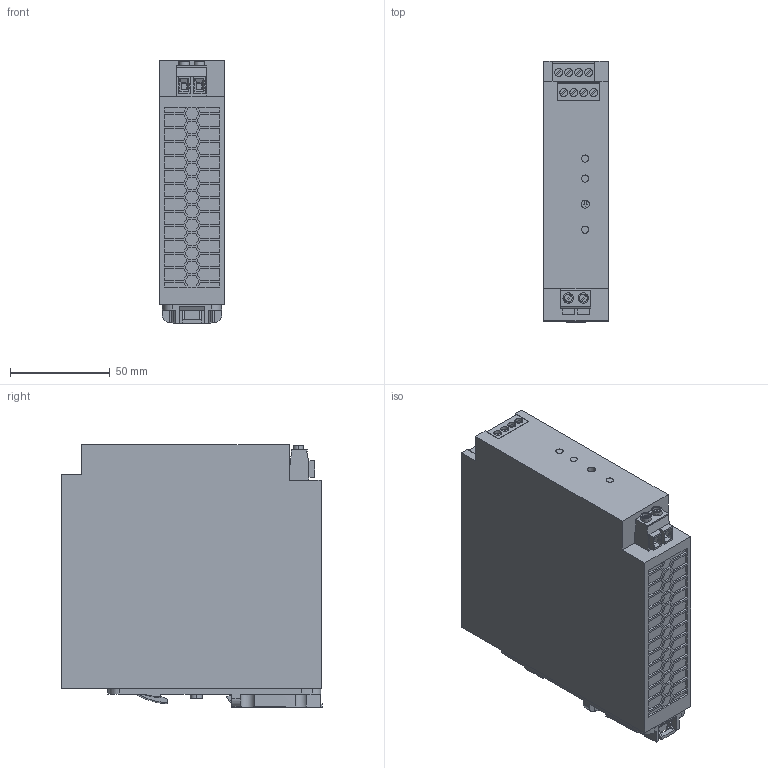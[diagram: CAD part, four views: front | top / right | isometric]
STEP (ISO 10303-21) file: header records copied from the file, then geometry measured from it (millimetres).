
FILE_DESCRIPTION(('Creo Elements/Direct Modeling STEP Export'),'2;1');
FILE_NAME('model.stp','2018-03-19T15:56:03',(''),(''),'Creo Elements/Direct Modeling STEP processor for AP214 (Solid Model)','Creo Elements/Direct Modeling 18.1I 14-Aug-2016 (C) Parametric Technology GmbH','');
FILE_SCHEMA(('AUTOMOTIVE_DESIGN { 1 0 10303 214 1 1 1 1 }'));
Length unit declared in the file: millimetre
Products named in the file (2): QUINT_PS_12DC_12DC_8-select
Assembly tree (1 placements, depth 2):
  QUINT_PS_12DC_12DC_8-select
    QUINT_PS_12DC_12DC_8-select
Bounding box: 32.5 x 130.65 x 131.6 mm (x, y, z)
Volume: 514250.8 mm3; surface area: 53688.6 mm2
Topology: 1 solids, 1 shells, 903 faces, 2351 edges, 1562 vertices
Faces by surface type: plane 816, cylinder 83, bspline 4
Entity records: 34621 total; most frequent: CARTESIAN_POINT 5201, ORIENTED_EDGE 4702, DIRECTION 4227, EDGE_CURVE 2351, VECTOR 2127, LINE 2127, VERTEX_POINT 1562, AXIS2_PLACEMENT_3D 1050
